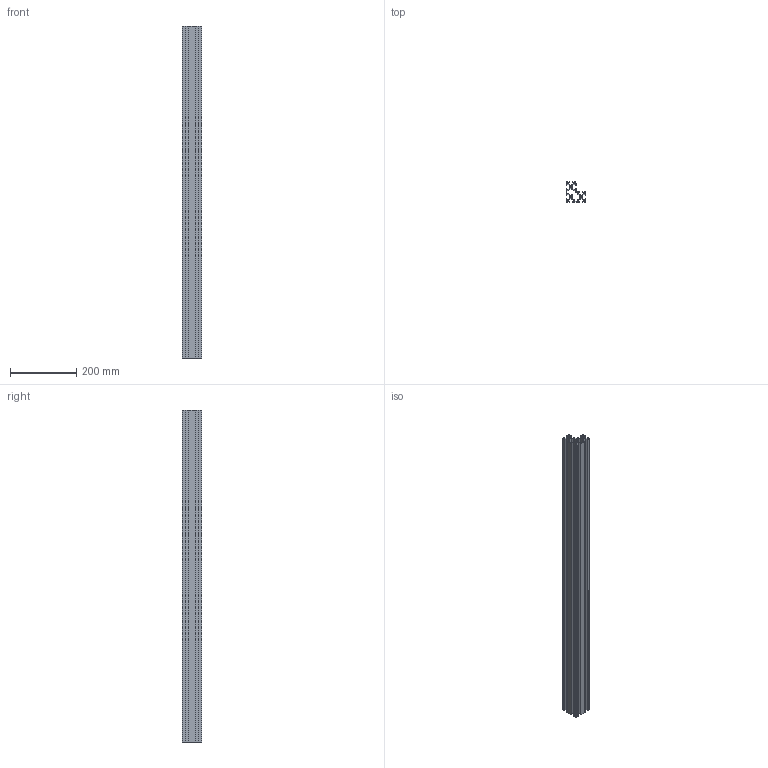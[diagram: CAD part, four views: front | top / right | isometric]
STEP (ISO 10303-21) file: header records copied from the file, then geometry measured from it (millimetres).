
FILE_DESCRIPTION (( 'STEP AP203' ), '1' );
FILE_NAME ('ALF-6630-8B.step', '2024-08-07T10:26:57', ( '' ), ( '' ), 'SwSTEP 2.0', 'SolidWorks 2022', '' );
FILE_SCHEMA (( 'CONFIG_CONTROL_DESIGN' ));
Length unit declared in the file: millimetre
Products named in the file (1): ALF-6630-8B
Bounding box: 60 x 60 x 1000 mm (x, y, z)
Volume: 701211.5 mm3; surface area: 800802.1 mm2
Topology: 1 solids, 1 shells, 329 faces, 981 edges, 654 vertices
Faces by surface type: plane 185, cylinder 144
Entity records: 11216 total; most frequent: CARTESIAN_POINT 1965, ORIENTED_EDGE 1962, DIRECTION 1929, EDGE_CURVE 981, VECTOR 693, LINE 693, VERTEX_POINT 654, AXIS2_PLACEMENT_3D 618
